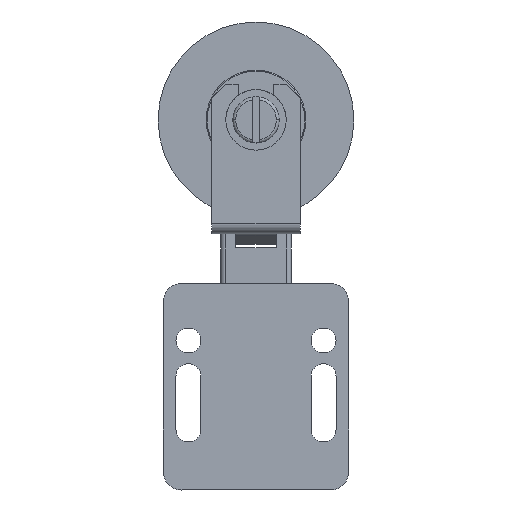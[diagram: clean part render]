
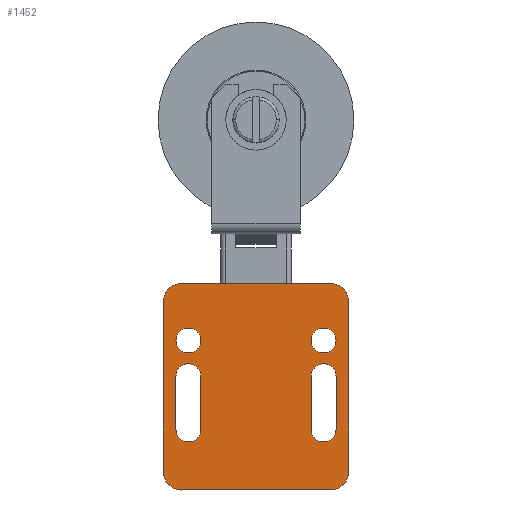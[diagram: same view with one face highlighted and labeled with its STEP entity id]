
A CAD part, left-side view. The second image highlights one B-rep face of the part: STEP entity #1452.
In plain terms, the highlighted planar face has unit normal (-1, 0, 0).
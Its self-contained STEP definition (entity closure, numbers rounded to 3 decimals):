
#1452=ADVANCED_FACE('',(#2969,#2970,#2971,#2972,#2973),#2974,.F.);
#2969=FACE_BOUND('',#4515,.T.);
#2970=FACE_BOUND('',#4516,.T.);
#2971=FACE_BOUND('',#4517,.T.);
#2972=FACE_BOUND('',#4518,.T.);
#2973=FACE_OUTER_BOUND('',#4519,.T.);
#2974=PLANE('',#4520);
#4515=EDGE_LOOP('',(#8779,#8780));
#4516=EDGE_LOOP('',(#8781,#8782));
#4517=EDGE_LOOP('',(#8783,#8784,#8785,#8786));
#4518=EDGE_LOOP('',(#8787,#8788,#8789,#8790));
#4519=EDGE_LOOP('',(#8791,#8792,#8793,#8794,#8795,#8796,#8797,#8798));
#4520=AXIS2_PLACEMENT_3D('',#8799,#8800,#8801);
#8779=ORIENTED_EDGE('',*,*,#10606,.T.);
#8780=ORIENTED_EDGE('',*,*,#10645,.T.);
#8781=ORIENTED_EDGE('',*,*,#10611,.T.);
#8782=ORIENTED_EDGE('',*,*,#10646,.T.);
#8783=ORIENTED_EDGE('',*,*,#10614,.T.);
#8784=ORIENTED_EDGE('',*,*,#10647,.T.);
#8785=ORIENTED_EDGE('',*,*,#10619,.T.);
#8786=ORIENTED_EDGE('',*,*,#10648,.T.);
#8787=ORIENTED_EDGE('',*,*,#10624,.T.);
#8788=ORIENTED_EDGE('',*,*,#10649,.T.);
#8789=ORIENTED_EDGE('',*,*,#10629,.T.);
#8790=ORIENTED_EDGE('',*,*,#10650,.T.);
#8791=ORIENTED_EDGE('',*,*,#10651,.F.);
#8792=ORIENTED_EDGE('',*,*,#10652,.F.);
#8793=ORIENTED_EDGE('',*,*,#10653,.F.);
#8794=ORIENTED_EDGE('',*,*,#10654,.F.);
#8795=ORIENTED_EDGE('',*,*,#10655,.F.);
#8796=ORIENTED_EDGE('',*,*,#10656,.F.);
#8797=ORIENTED_EDGE('',*,*,#10657,.F.);
#8798=ORIENTED_EDGE('',*,*,#10658,.F.);
#8799=CARTESIAN_POINT('',(0.0,0.,29.0));
#8800=DIRECTION('',(1.0,0.0,0.0));
#8801=DIRECTION('',(0.0,1.0,0.0));
#10606=EDGE_CURVE('',#13079,#13083,#13085,.T.);
#10611=EDGE_CURVE('',#13088,#13092,#13094,.T.);
#10614=EDGE_CURVE('',#13099,#13096,#13100,.T.);
#10619=EDGE_CURVE('',#13108,#13105,#13109,.T.);
#10624=EDGE_CURVE('',#13117,#13114,#13118,.T.);
#10629=EDGE_CURVE('',#13126,#13123,#13127,.T.);
#10645=EDGE_CURVE('',#13083,#13079,#13149,.T.);
#10646=EDGE_CURVE('',#13092,#13088,#13150,.T.);
#10647=EDGE_CURVE('',#13096,#13108,#13151,.T.);
#10648=EDGE_CURVE('',#13105,#13099,#13152,.T.);
#10649=EDGE_CURVE('',#13114,#13126,#13153,.T.);
#10650=EDGE_CURVE('',#13123,#13117,#13154,.T.);
#10651=EDGE_CURVE('',#13155,#13156,#13157,.T.);
#10652=EDGE_CURVE('',#13158,#13155,#13159,.T.);
#10653=EDGE_CURVE('',#13160,#13158,#13161,.T.);
#10654=EDGE_CURVE('',#13162,#13160,#13163,.T.);
#10655=EDGE_CURVE('',#13164,#13162,#13165,.T.);
#10656=EDGE_CURVE('',#13166,#13164,#13167,.T.);
#10657=EDGE_CURVE('',#13168,#13166,#13169,.T.);
#10658=EDGE_CURVE('',#13156,#13168,#13170,.T.);
#13079=VERTEX_POINT('',#16598);
#13083=VERTEX_POINT('',#16603);
#13085=CIRCLE('',#16606,3.5);
#13088=VERTEX_POINT('',#16609);
#13092=VERTEX_POINT('',#16614);
#13094=CIRCLE('',#16617,3.5);
#13096=VERTEX_POINT('',#16619);
#13099=VERTEX_POINT('',#16623);
#13100=CIRCLE('',#16624,3.5);
#13105=VERTEX_POINT('',#16630);
#13108=VERTEX_POINT('',#16634);
#13109=CIRCLE('',#16635,3.5);
#13114=VERTEX_POINT('',#16641);
#13117=VERTEX_POINT('',#16645);
#13118=CIRCLE('',#16646,3.5);
#13123=VERTEX_POINT('',#16652);
#13126=VERTEX_POINT('',#16656);
#13127=CIRCLE('',#16657,3.5);
#13149=CIRCLE('',#16684,3.5);
#13150=CIRCLE('',#16685,3.5);
#13151=LINE('',#16686,#16687);
#13152=LINE('',#16688,#16689);
#13153=LINE('',#16690,#16691);
#13154=LINE('',#16692,#16693);
#13155=VERTEX_POINT('',#16694);
#13156=VERTEX_POINT('',#16695);
#13157=LINE('',#16696,#16697);
#13158=VERTEX_POINT('',#16698);
#13159=CIRCLE('',#16699,5.0);
#13160=VERTEX_POINT('',#16700);
#13161=LINE('',#16701,#16702);
#13162=VERTEX_POINT('',#16703);
#13163=CIRCLE('',#16704,5.0);
#13164=VERTEX_POINT('',#16705);
#13165=LINE('',#16706,#16707);
#13166=VERTEX_POINT('',#16708);
#13167=CIRCLE('',#16709,5.0);
#13168=VERTEX_POINT('',#16710);
#13169=LINE('',#16711,#16712);
#13170=CIRCLE('',#16713,5.0);
#16598=CARTESIAN_POINT('',(0.0,-15.5,42.0));
#16603=CARTESIAN_POINT('',(0.0,-22.5,42.0));
#16606=AXIS2_PLACEMENT_3D('',#18850,#18851,#18852);
#16609=CARTESIAN_POINT('',(0.0,22.5,42.0));
#16614=CARTESIAN_POINT('',(0.0,15.5,42.0));
#16617=AXIS2_PLACEMENT_3D('',#18858,#18859,#18860);
#16619=CARTESIAN_POINT('',(0.0,-15.5,17.));
#16623=CARTESIAN_POINT('',(0.0,-22.5,17.));
#16624=AXIS2_PLACEMENT_3D('',#18862,#18863,#18864);
#16630=CARTESIAN_POINT('',(0.0,-22.5,32.));
#16634=CARTESIAN_POINT('',(0.0,-15.5,32.));
#16635=AXIS2_PLACEMENT_3D('',#18870,#18871,#18872);
#16641=CARTESIAN_POINT('',(0.0,22.5,17.));
#16645=CARTESIAN_POINT('',(0.0,15.5,17.));
#16646=AXIS2_PLACEMENT_3D('',#18878,#18879,#18880);
#16652=CARTESIAN_POINT('',(0.0,15.5,32.));
#16656=CARTESIAN_POINT('',(0.0,22.5,32.));
#16657=AXIS2_PLACEMENT_3D('',#18886,#18887,#18888);
#16684=AXIS2_PLACEMENT_3D('',#18909,#18910,#18911);
#16685=AXIS2_PLACEMENT_3D('',#18912,#18913,#18914);
#16686=CARTESIAN_POINT('',(0.0,-15.5,24.875));
#16687=VECTOR('',#18915,1.0);
#16688=CARTESIAN_POINT('',(0.0,-22.5,26.75));
#16689=VECTOR('',#18916,1.0);
#16690=CARTESIAN_POINT('',(0.0,22.5,24.875));
#16691=VECTOR('',#18917,1.0);
#16692=CARTESIAN_POINT('',(0.0,15.5,26.75));
#16693=VECTOR('',#18918,1.0);
#16694=CARTESIAN_POINT('',(0.0,-21.,0.));
#16695=CARTESIAN_POINT('',(0.0,21.0,0.0));
#16696=CARTESIAN_POINT('',(0.0,0.0,0.0));
#16697=VECTOR('',#18919,1.0);
#16698=CARTESIAN_POINT('',(0.0,-26.0,5.0));
#16699=AXIS2_PLACEMENT_3D('',#18920,#18921,#18922);
#16700=CARTESIAN_POINT('',(0.0,-26.,53.));
#16701=CARTESIAN_POINT('',(0.0,-26.0,53.0));
#16702=VECTOR('',#18923,1.0);
#16703=CARTESIAN_POINT('',(0.0,-21.0,58.0));
#16704=AXIS2_PLACEMENT_3D('',#18924,#18925,#18926);
#16705=CARTESIAN_POINT('',(0.0,21.,58.));
#16706=CARTESIAN_POINT('',(0.0,21.0,58.0));
#16707=VECTOR('',#18927,1.0);
#16708=CARTESIAN_POINT('',(0.0,26.0,53.0));
#16709=AXIS2_PLACEMENT_3D('',#18928,#18929,#18930);
#16710=CARTESIAN_POINT('',(0.0,26.,5.));
#16711=CARTESIAN_POINT('',(0.0,26.0,5.0));
#16712=VECTOR('',#18931,1.0);
#16713=AXIS2_PLACEMENT_3D('',#18932,#18933,#18934);
#18850=CARTESIAN_POINT('',(0.0,-19.0,42.0));
#18851=DIRECTION('',(1.0,0.0,0.0));
#18852=DIRECTION('',(0.0,1.0,0.0));
#18858=CARTESIAN_POINT('',(0.0,19.0,42.0));
#18859=DIRECTION('',(1.0,0.0,0.0));
#18860=DIRECTION('',(0.0,1.0,0.0));
#18862=CARTESIAN_POINT('',(0.0,-19.0,17.));
#18863=DIRECTION('',(1.0,0.0,0.0));
#18864=DIRECTION('',(0.0,-1.,0.));
#18870=CARTESIAN_POINT('',(0.0,-19.0,32.));
#18871=DIRECTION('',(1.0,0.0,0.0));
#18872=DIRECTION('',(0.0,1.,0.));
#18878=CARTESIAN_POINT('',(0.0,19.0,17.));
#18879=DIRECTION('',(1.0,0.0,0.0));
#18880=DIRECTION('',(0.0,-1.,0.));
#18886=CARTESIAN_POINT('',(0.0,19.0,32.));
#18887=DIRECTION('',(1.0,0.0,0.0));
#18888=DIRECTION('',(0.0,1.,0.));
#18909=CARTESIAN_POINT('',(0.0,-19.0,42.0));
#18910=DIRECTION('',(1.0,0.0,0.0));
#18911=DIRECTION('',(0.0,1.0,0.0));
#18912=CARTESIAN_POINT('',(0.0,19.0,42.0));
#18913=DIRECTION('',(1.0,0.0,0.0));
#18914=DIRECTION('',(0.0,1.0,0.0));
#18915=DIRECTION('',(0.0,0.0,1.0));
#18916=DIRECTION('',(0.0,0.0,-1.0));
#18917=DIRECTION('',(0.0,0.0,1.0));
#18918=DIRECTION('',(0.0,0.0,-1.0));
#18919=DIRECTION('',(0.0,1.0,0.0));
#18920=CARTESIAN_POINT('',(0.0,-21.,5.));
#18921=DIRECTION('',(1.0,0.0,0.0));
#18922=DIRECTION('',(0.0,-1.0,0.));
#18923=DIRECTION('',(0.0,0.0,-1.0));
#18924=CARTESIAN_POINT('',(0.0,-21.,53.));
#18925=DIRECTION('',(1.0,0.0,0.0));
#18926=DIRECTION('',(0.0,0.,1.0));
#18927=DIRECTION('',(0.0,-1.0,0.0));
#18928=CARTESIAN_POINT('',(0.0,21.,53.));
#18929=DIRECTION('',(1.0,0.0,-0.0));
#18930=DIRECTION('',(0.0,1.0,0.));
#18931=DIRECTION('',(0.0,0.0,1.0));
#18932=CARTESIAN_POINT('',(0.0,21.,5.));
#18933=DIRECTION('',(1.0,0.0,0.0));
#18934=DIRECTION('',(0.0,0.,-1.0));
